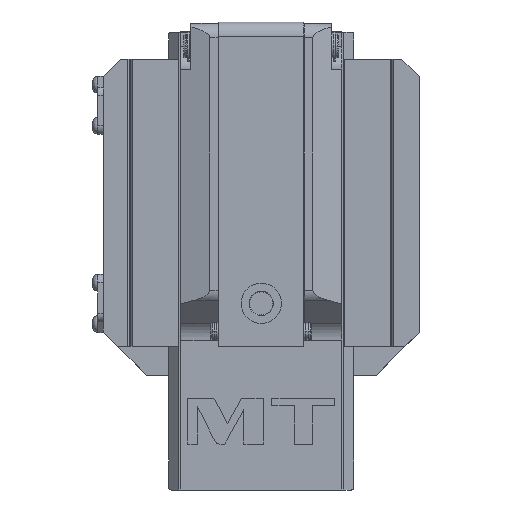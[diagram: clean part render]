
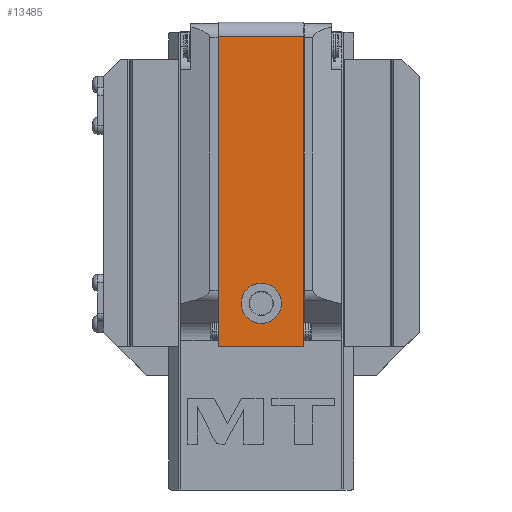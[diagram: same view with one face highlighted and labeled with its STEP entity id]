
A CAD part, left-side view. The second image highlights one B-rep face of the part: STEP entity #13485.
In plain terms, the highlighted planar face has unit normal (-1, 0, 0).
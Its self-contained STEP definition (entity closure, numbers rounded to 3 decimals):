
#2307=DIRECTION('',(0.,0.,1.));
#2308=VECTOR('',#2307,108.);
#2309=CARTESIAN_POINT('',(-121.5,14.85,-40.));
#2310=LINE('',#2309,#2308);
#2417=DIRECTION('',(0.,0.,1.));
#2418=VECTOR('',#2417,108.);
#2419=CARTESIAN_POINT('',(-121.5,-14.85,-40.));
#2420=LINE('',#2419,#2418);
#2837=DIRECTION('',(0.,-1.,0.));
#2838=VECTOR('',#2837,29.7);
#2839=CARTESIAN_POINT('',(-121.5,14.85,68.));
#2840=LINE('',#2839,#2838);
#2841=DIRECTION('',(0.,1.,0.));
#2842=VECTOR('',#2841,29.7);
#2843=CARTESIAN_POINT('',(-121.5,-14.85,-40.));
#2844=LINE('',#2843,#2842);
#2845=CARTESIAN_POINT('',(-121.5,0.,-25.));
#2846=DIRECTION('',(-1.,0.,0.));
#2847=DIRECTION('',(0.,0.,1.));
#2848=AXIS2_PLACEMENT_3D('',#2845,#2846,#2847);
#2850=CARTESIAN_POINT('',(-121.5,0.,-25.));
#2851=DIRECTION('',(-1.,0.,0.));
#2852=DIRECTION('',(0.,0.,-1.));
#2853=AXIS2_PLACEMENT_3D('',#2850,#2851,#2852);
#8858=CARTESIAN_POINT('',(-121.5,-14.85,-40.));
#8859=VERTEX_POINT('',#8858);
#8864=CARTESIAN_POINT('',(-121.5,14.85,-40.));
#8865=VERTEX_POINT('',#8864);
#8867=CARTESIAN_POINT('',(-121.5,-14.85,68.));
#8869=VERTEX_POINT('',#8867);
#8870=CARTESIAN_POINT('',(-121.5,14.85,68.));
#8871=VERTEX_POINT('',#8870);
#9052=CARTESIAN_POINT('',(-121.5,0.,-18.));
#9053=CARTESIAN_POINT('',(-121.5,0.,-32.));
#9054=VERTEX_POINT('',#9052);
#9055=VERTEX_POINT('',#9053);
#13467=CARTESIAN_POINT('',(-121.5,-14.85,-40.));
#13468=DIRECTION('',(-1.,0.,0.));
#13469=DIRECTION('',(0.,0.,1.));
#13470=AXIS2_PLACEMENT_3D('',#13467,#13468,#13469);
#13471=PLANE('',#13470);
#13472=ORIENTED_EDGE('',*,*,#13460,.T.);
#13473=ORIENTED_EDGE('',*,*,#12952,.F.);
#13475=ORIENTED_EDGE('',*,*,#13474,.T.);
#13476=ORIENTED_EDGE('',*,*,#12859,.T.);
#13477=EDGE_LOOP('',(#13472,#13473,#13475,#13476));
#13478=FACE_OUTER_BOUND('',#13477,.F.);
#13480=ORIENTED_EDGE('',*,*,#13479,.T.);
#13482=ORIENTED_EDGE('',*,*,#13481,.T.);
#13483=EDGE_LOOP('',(#13480,#13482));
#13484=FACE_BOUND('',#13483,.F.);
#13485=ADVANCED_FACE('',(#13478,#13484),#13471,.T.);
#2849=CIRCLE('',#2848,7.);
#2854=CIRCLE('',#2853,7.);
#12859=EDGE_CURVE('',#8865,#8871,#2310,.T.);
#12952=EDGE_CURVE('',#8859,#8869,#2420,.T.);
#13460=EDGE_CURVE('',#8871,#8869,#2840,.T.);
#13474=EDGE_CURVE('',#8859,#8865,#2844,.T.);
#13479=EDGE_CURVE('',#9054,#9055,#2849,.T.);
#13481=EDGE_CURVE('',#9055,#9054,#2854,.T.);
